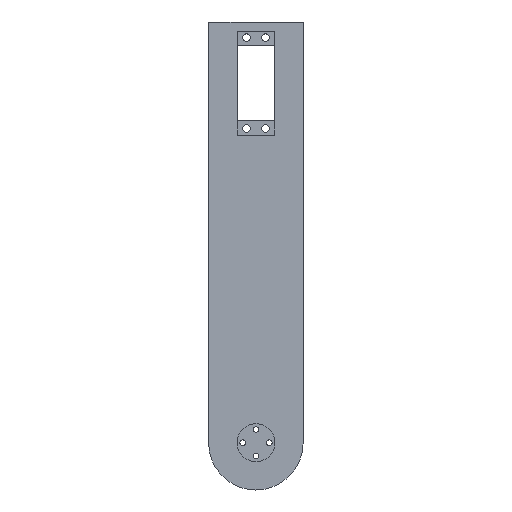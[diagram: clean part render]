
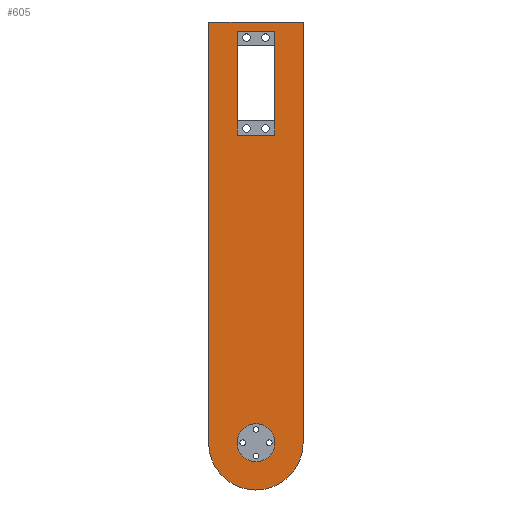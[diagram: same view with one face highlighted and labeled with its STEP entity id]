
A CAD part, front view. The second image highlights one B-rep face of the part: STEP entity #605.
In plain terms, the highlighted planar face has unit normal (0, -1, 0).
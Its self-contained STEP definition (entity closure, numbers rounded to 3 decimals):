
#17=FACE_BOUND('',#98,.T.);
#18=FACE_BOUND('',#99,.T.);
#39=PLANE('',#658);
#64=FACE_OUTER_BOUND('',#97,.T.);
#97=EDGE_LOOP('',(#459,#460,#461,#462,#463,#464,#465,#466));
#98=EDGE_LOOP('',(#467,#468,#469,#470,#471,#472,#473,#474));
#99=EDGE_LOOP('',(#475));
#143=LINE('',#892,#206);
#144=LINE('',#896,#207);
#148=LINE('',#904,#211);
#151=LINE('',#909,#214);
#154=LINE('',#918,#217);
#155=LINE('',#920,#218);
#156=LINE('',#922,#219);
#157=LINE('',#924,#220);
#158=LINE('',#926,#221);
#159=LINE('',#928,#222);
#160=LINE('',#929,#223);
#161=LINE('',#931,#224);
#162=LINE('',#933,#225);
#163=LINE('',#935,#226);
#164=LINE('',#936,#227);
#206=VECTOR('',#727,10.);
#207=VECTOR('',#730,10.);
#211=VECTOR('',#736,10.);
#214=VECTOR('',#741,10.);
#217=VECTOR('',#750,10.);
#218=VECTOR('',#751,10.);
#219=VECTOR('',#752,10.);
#220=VECTOR('',#753,10.);
#221=VECTOR('',#754,10.);
#222=VECTOR('',#755,10.);
#223=VECTOR('',#756,10.);
#224=VECTOR('',#757,10.);
#225=VECTOR('',#758,10.);
#226=VECTOR('',#759,10.);
#227=VECTOR('',#760,10.);
#270=CIRCLE('',#659,25.);
#271=CIRCLE('',#660,10.);
#290=VERTEX_POINT('',#885);
#293=VERTEX_POINT('',#890);
#294=VERTEX_POINT('',#894);
#295=VERTEX_POINT('',#895);
#298=VERTEX_POINT('',#903);
#300=VERTEX_POINT('',#914);
#301=VERTEX_POINT('',#915);
#302=VERTEX_POINT('',#917);
#303=VERTEX_POINT('',#919);
#304=VERTEX_POINT('',#921);
#305=VERTEX_POINT('',#923);
#306=VERTEX_POINT('',#925);
#307=VERTEX_POINT('',#927);
#308=VERTEX_POINT('',#930);
#309=VERTEX_POINT('',#932);
#310=VERTEX_POINT('',#934);
#311=VERTEX_POINT('',#937);
#352=EDGE_CURVE('',#290,#293,#143,.T.);
#353=EDGE_CURVE('',#294,#295,#144,.T.);
#357=EDGE_CURVE('',#298,#294,#148,.T.);
#360=EDGE_CURVE('',#293,#298,#151,.T.);
#363=EDGE_CURVE('',#300,#301,#270,.T.);
#364=EDGE_CURVE('',#302,#300,#154,.T.);
#365=EDGE_CURVE('',#303,#302,#155,.T.);
#366=EDGE_CURVE('',#304,#303,#156,.T.);
#367=EDGE_CURVE('',#305,#304,#157,.T.);
#368=EDGE_CURVE('',#306,#305,#158,.T.);
#369=EDGE_CURVE('',#307,#306,#159,.T.);
#370=EDGE_CURVE('',#301,#307,#160,.T.);
#371=EDGE_CURVE('',#295,#308,#161,.T.);
#372=EDGE_CURVE('',#308,#309,#162,.T.);
#373=EDGE_CURVE('',#309,#310,#163,.T.);
#374=EDGE_CURVE('',#310,#290,#164,.T.);
#375=EDGE_CURVE('',#311,#311,#271,.T.);
#459=ORIENTED_EDGE('',*,*,#363,.F.);
#460=ORIENTED_EDGE('',*,*,#364,.F.);
#461=ORIENTED_EDGE('',*,*,#365,.F.);
#462=ORIENTED_EDGE('',*,*,#366,.F.);
#463=ORIENTED_EDGE('',*,*,#367,.F.);
#464=ORIENTED_EDGE('',*,*,#368,.F.);
#465=ORIENTED_EDGE('',*,*,#369,.F.);
#466=ORIENTED_EDGE('',*,*,#370,.F.);
#467=ORIENTED_EDGE('',*,*,#352,.T.);
#468=ORIENTED_EDGE('',*,*,#360,.T.);
#469=ORIENTED_EDGE('',*,*,#357,.T.);
#470=ORIENTED_EDGE('',*,*,#353,.T.);
#471=ORIENTED_EDGE('',*,*,#371,.T.);
#472=ORIENTED_EDGE('',*,*,#372,.T.);
#473=ORIENTED_EDGE('',*,*,#373,.T.);
#474=ORIENTED_EDGE('',*,*,#374,.T.);
#475=ORIENTED_EDGE('',*,*,#375,.T.);
#605=ADVANCED_FACE('',(#64,#17,#18),#39,.F.);
#658=AXIS2_PLACEMENT_3D('',#913,#746,#747);
#659=AXIS2_PLACEMENT_3D('',#916,#748,#749);
#660=AXIS2_PLACEMENT_3D('',#938,#761,#762);
#727=DIRECTION('',(1.,0.,0.));
#730=DIRECTION('',(0.,0.,1.));
#736=DIRECTION('',(-1.,0.,0.));
#741=DIRECTION('',(0.,0.,-1.));
#746=DIRECTION('center_axis',(0.,1.,0.));
#747=DIRECTION('ref_axis',(1.,0.,0.));
#748=DIRECTION('center_axis',(0.,1.,0.));
#749=DIRECTION('ref_axis',(1.,0.,-0.005));
#750=DIRECTION('',(-0.001,0.,-1.));
#751=DIRECTION('',(-1.,0.,0.));
#752=DIRECTION('',(0.,0.,-1.));
#753=DIRECTION('',(1.,0.,0.));
#754=DIRECTION('',(0.,0.,1.));
#755=DIRECTION('',(1.,0.,0.002));
#756=DIRECTION('',(0.001,0.,1.));
#757=DIRECTION('',(-1.,0.,0.));
#758=DIRECTION('',(0.,0.,1.));
#759=DIRECTION('',(1.,0.,0.));
#760=DIRECTION('',(0.,0.,-1.));
#761=DIRECTION('center_axis',(0.,1.,0.));
#762=DIRECTION('ref_axis',(1.,0.,0.));
#885=CARTESIAN_POINT('',(10.,0.,195.2));
#890=CARTESIAN_POINT('',(10.,0.,195.2));
#892=CARTESIAN_POINT('',(-5.002,0.,195.2));
#894=CARTESIAN_POINT('',(-10.,0.,187.7));
#895=CARTESIAN_POINT('',(-10.,0.,195.2));
#896=CARTESIAN_POINT('',(-10.,0.,150.126));
#903=CARTESIAN_POINT('',(10.,0.,187.7));
#904=CARTESIAN_POINT('',(4.998,0.,187.7));
#909=CARTESIAN_POINT('',(10.,0.,153.876));
#913=CARTESIAN_POINT('Origin',(-0.004,0.,112.551));
#914=CARTESIAN_POINT('',(24.921,0.,24.871));
#915=CARTESIAN_POINT('',(-25.078,0.,25.008));
#916=CARTESIAN_POINT('Origin',(-0.078,0.,24.99));
#917=CARTESIAN_POINT('',(25.069,0.,222.5));
#918=CARTESIAN_POINT('',(25.071,0.,225.112));
#919=CARTESIAN_POINT('',(25.078,0.,222.5));
#920=CARTESIAN_POINT('',(25.078,0.,222.5));
#921=CARTESIAN_POINT('',(25.078,0.,247.5));
#922=CARTESIAN_POINT('',(25.078,0.,247.5));
#923=CARTESIAN_POINT('',(-24.922,0.,247.5));
#924=CARTESIAN_POINT('',(-24.922,0.,247.5));
#925=CARTESIAN_POINT('',(-24.922,0.,225.008));
#926=CARTESIAN_POINT('',(-24.922,0.,222.5));
#927=CARTESIAN_POINT('',(-24.929,0.,225.008));
#928=CARTESIAN_POINT('',(-24.929,0.,225.008));
#929=CARTESIAN_POINT('',(-25.078,0.,25.008));
#930=CARTESIAN_POINT('',(-10.,0.,195.2));
#931=CARTESIAN_POINT('',(4.998,0.,195.2));
#932=CARTESIAN_POINT('',(-10.,0.,242.7));
#933=CARTESIAN_POINT('',(-10.,0.,173.876));
#934=CARTESIAN_POINT('',(10.,0.,242.7));
#935=CARTESIAN_POINT('',(-5.002,0.,242.7));
#936=CARTESIAN_POINT('',(10.,0.,177.626));
#937=CARTESIAN_POINT('',(-10.,0.,25.));
#938=CARTESIAN_POINT('Origin',(0.,0.,25.));
